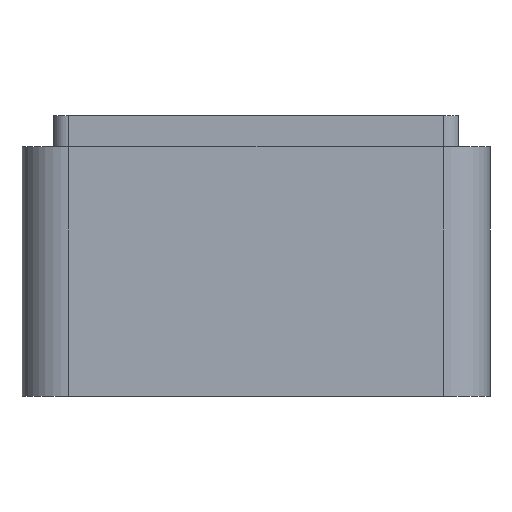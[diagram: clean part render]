
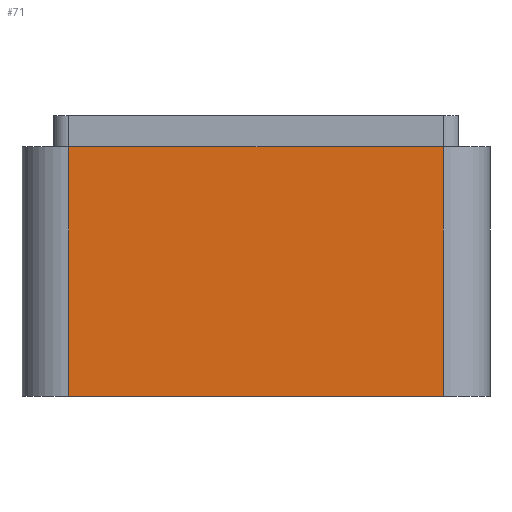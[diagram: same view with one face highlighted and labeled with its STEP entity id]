
A CAD part, left-side view. The second image highlights one B-rep face of the part: STEP entity #71.
In plain terms, the highlighted planar face has unit normal (-1, 0, 0).
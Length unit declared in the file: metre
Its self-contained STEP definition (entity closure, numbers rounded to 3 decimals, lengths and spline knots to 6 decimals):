
#71 = ADVANCED_FACE( '', ( #141 ), #142, .T. );
#141 = FACE_OUTER_BOUND( '', #206, .T. );
#142 = PLANE( '', #207 );
#206 = EDGE_LOOP( '', ( #350, #351, #352, #353 ) );
#207 = AXIS2_PLACEMENT_3D( '', #354, #355, #356 );
#350 = ORIENTED_EDGE( '', *, *, #452, .F. );
#351 = ORIENTED_EDGE( '', *, *, #453, .T. );
#352 = ORIENTED_EDGE( '', *, *, #431, .T. );
#353 = ORIENTED_EDGE( '', *, *, #450, .T. );
#354 = CARTESIAN_POINT( '', ( -0.0016, 0., 0.0008 ) );
#355 = DIRECTION( '', ( -1., 0., 0. ) );
#356 = DIRECTION( '', ( 0., 0., 1. ) );
#431 = EDGE_CURVE( '', #522, #523, #524, .T. );
#450 = EDGE_CURVE( '', #523, #546, #548, .T. );
#452 = EDGE_CURVE( '', #550, #546, #551, .T. );
#453 = EDGE_CURVE( '', #550, #522, #552, .F. );
#522 = VERTEX_POINT( '', #641 );
#523 = VERTEX_POINT( '', #642 );
#524 = LINE( '', #643, #644 );
#546 = VERTEX_POINT( '', #673 );
#548 = LINE( '', #675, #676 );
#550 = VERTEX_POINT( '', #678 );
#551 = LINE( '', #679, #680 );
#552 = LINE( '', #681, #682 );
#641 = CARTESIAN_POINT( '', ( -0.0016, -0.0006, 0.0008 ) );
#642 = CARTESIAN_POINT( '', ( -0.0016, 0.0006, 0.0008 ) );
#643 = CARTESIAN_POINT( '', ( -0.0016, 0., 0.0008 ) );
#644 = VECTOR( '', #737, 1. );
#673 = CARTESIAN_POINT( '', ( -0.0016, 0.0006, 0. ) );
#675 = CARTESIAN_POINT( '', ( -0.0016, 0.0006, 0.0008 ) );
#676 = VECTOR( '', #763, 1. );
#678 = CARTESIAN_POINT( '', ( -0.0016, -0.0006, 0. ) );
#679 = CARTESIAN_POINT( '', ( -0.0016, 0., 0. ) );
#680 = VECTOR( '', #764, 1. );
#681 = CARTESIAN_POINT( '', ( -0.0016, -0.0006, 0.0008 ) );
#682 = VECTOR( '', #765, 1. );
#737 = DIRECTION( '', ( 0., 1., 0. ) );
#763 = DIRECTION( '', ( 0., 0., -1. ) );
#764 = DIRECTION( '', ( 0., 1., 0. ) );
#765 = DIRECTION( '', ( 0., 0., -1. ) );
